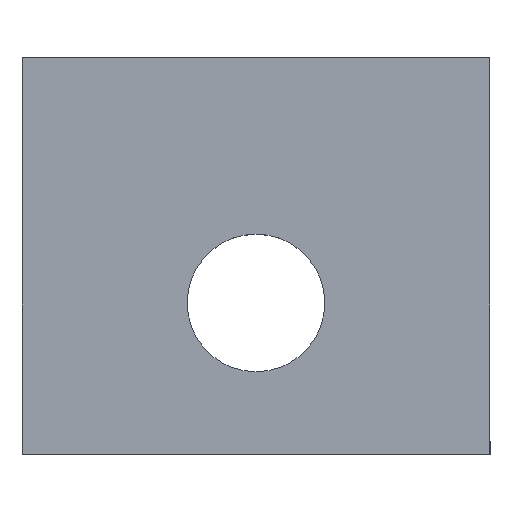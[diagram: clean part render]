
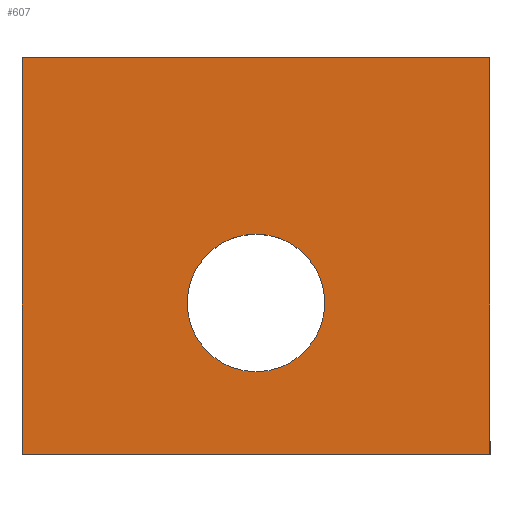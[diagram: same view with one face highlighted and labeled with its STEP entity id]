
A CAD part, top view. The second image highlights one B-rep face of the part: STEP entity #607.
In plain terms, the highlighted planar face has unit normal (0, 0, 1).
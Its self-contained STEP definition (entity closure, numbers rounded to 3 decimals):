
#7 = EDGE_CURVE ( 'NONE', #83, #311, #481, .T. ) ;
#8 = CIRCLE ( 'NONE', #169, 5. ) ;
#42 = CARTESIAN_POINT ( 'NONE',  ( -20., -26., 0. ) ) ;
#43 = ORIENTED_EDGE ( 'NONE', *, *, #470, .F. ) ;
#44 = EDGE_CURVE ( 'NONE', #83, #126, #580, .T. ) ;
#63 = VERTEX_POINT ( 'NONE', #173 ) ;
#81 = ORIENTED_EDGE ( 'NONE', *, *, #358, .F. ) ;
#83 = VERTEX_POINT ( 'NONE', #585 ) ;
#86 = EDGE_LOOP ( 'NONE', ( #92, #632, #479, #43 ) ) ;
#92 = ORIENTED_EDGE ( 'NONE', *, *, #624, .F. ) ;
#106 = CARTESIAN_POINT ( 'NONE',  ( 17.005, -26., 0. ) ) ;
#114 = VECTOR ( 'NONE', #392, 1000. ) ;
#119 = EDGE_LOOP ( 'NONE', ( #227, #81 ) ) ;
#124 = LINE ( 'NONE', #565, #225 ) ;
#126 = VERTEX_POINT ( 'NONE', #398 ) ;
#139 = DIRECTION ( 'NONE',  ( 1., 0., 0. ) ) ;
#150 = CARTESIAN_POINT ( 'NONE',  ( 5., -15., 0. ) ) ;
#154 = CARTESIAN_POINT ( 'NONE',  ( 17.005, 2.834, 0. ) ) ;
#155 = FACE_BOUND ( 'NONE', #119, .T. ) ;
#169 = AXIS2_PLACEMENT_3D ( 'NONE', #590, #599, #139 ) ;
#173 = CARTESIAN_POINT ( 'NONE',  ( -5., -15., 0. ) ) ;
#180 = DIRECTION ( 'NONE',  ( 0., -1., 0. ) ) ;
#195 = VECTOR ( 'NONE', #330, 1000. ) ;
#222 = CARTESIAN_POINT ( 'NONE',  ( 17.005, 2.834, 0. ) ) ;
#225 = VECTOR ( 'NONE', #180, 1000. ) ;
#227 = ORIENTED_EDGE ( 'NONE', *, *, #232, .F. ) ;
#228 = LINE ( 'NONE', #222, #195 ) ;
#232 = EDGE_CURVE ( 'NONE', #243, #63, #8, .T. ) ;
#243 = VERTEX_POINT ( 'NONE', #150 ) ;
#262 = CARTESIAN_POINT ( 'NONE',  ( 0., -15., 0. ) ) ;
#266 = AXIS2_PLACEMENT_3D ( 'NONE', #417, #312, #508 ) ;
#280 = VERTEX_POINT ( 'NONE', #154 ) ;
#311 = VERTEX_POINT ( 'NONE', #106 ) ;
#312 = DIRECTION ( 'NONE',  ( 0., 0., 1. ) ) ;
#313 = CIRCLE ( 'NONE', #506, 5. ) ;
#327 = CARTESIAN_POINT ( 'NONE',  ( -17.005, -28.342, 0. ) ) ;
#330 = DIRECTION ( 'NONE',  ( 1., 0., 0. ) ) ;
#358 = EDGE_CURVE ( 'NONE', #63, #243, #313, .T. ) ;
#362 = FACE_OUTER_BOUND ( 'NONE', #86, .T. ) ;
#392 = DIRECTION ( 'NONE',  ( 0., 1., 0. ) ) ;
#398 = CARTESIAN_POINT ( 'NONE',  ( -17.005, 2.834, 0. ) ) ;
#409 = PLANE ( 'NONE',  #266 ) ;
#417 = CARTESIAN_POINT ( 'NONE',  ( 0., 0., 0. ) ) ;
#456 = DIRECTION ( 'NONE',  ( 0., 0., 1. ) ) ;
#470 = EDGE_CURVE ( 'NONE', #280, #311, #124, .T. ) ;
#479 = ORIENTED_EDGE ( 'NONE', *, *, #7, .T. ) ;
#481 = LINE ( 'NONE', #42, #559 ) ;
#506 = AXIS2_PLACEMENT_3D ( 'NONE', #262, #456, #548 ) ;
#508 = DIRECTION ( 'NONE',  ( 1., 0., 0. ) ) ;
#548 = DIRECTION ( 'NONE',  ( 1., 0., 0. ) ) ;
#559 = VECTOR ( 'NONE', #620, 1000. ) ;
#565 = CARTESIAN_POINT ( 'NONE',  ( 17.005, -28.342, 0. ) ) ;
#580 = LINE ( 'NONE', #327, #114 ) ;
#585 = CARTESIAN_POINT ( 'NONE',  ( -17.005, -26., 0. ) ) ;
#590 = CARTESIAN_POINT ( 'NONE',  ( 0., -15., 0. ) ) ;
#599 = DIRECTION ( 'NONE',  ( 0., 0., 1. ) ) ;
#607 = ADVANCED_FACE ( 'NONE', ( #155, #362 ), #409, .T. ) ;
#620 = DIRECTION ( 'NONE',  ( 1., 0., 0. ) ) ;
#624 = EDGE_CURVE ( 'NONE', #126, #280, #228, .T. ) ;
#632 = ORIENTED_EDGE ( 'NONE', *, *, #44, .F. ) ;
